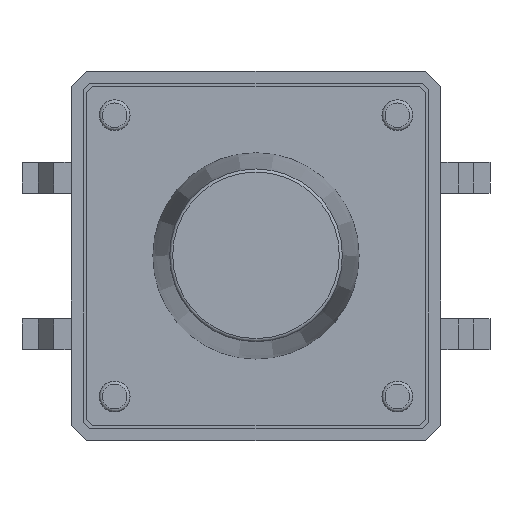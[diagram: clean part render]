
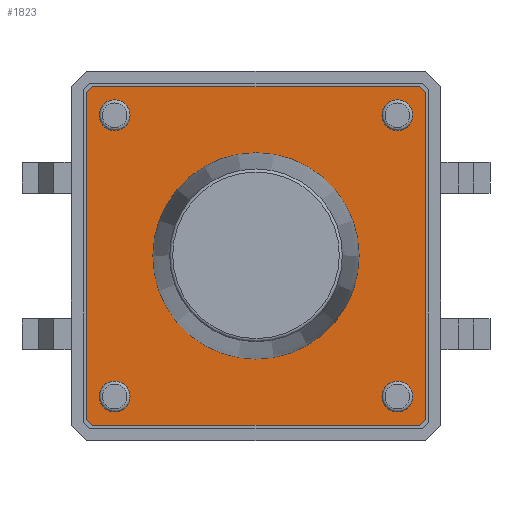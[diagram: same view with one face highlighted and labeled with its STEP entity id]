
A CAD part, top view. The second image highlights one B-rep face of the part: STEP entity #1823.
In plain terms, the highlighted planar face has unit normal (0, 0, 1).
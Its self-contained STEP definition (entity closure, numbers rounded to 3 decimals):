
#42=FACE_BOUND('',#309,.T.);
#43=FACE_BOUND('',#310,.T.);
#44=FACE_BOUND('',#311,.T.);
#45=FACE_BOUND('',#312,.T.);
#46=FACE_BOUND('',#313,.T.);
#122=PLANE('',#1960);
#207=FACE_OUTER_BOUND('',#308,.T.);
#308=EDGE_LOOP('',(#1600,#1601,#1602,#1603,#1604,#1605,#1606,#1607));
#309=EDGE_LOOP('',(#1608));
#310=EDGE_LOOP('',(#1609));
#311=EDGE_LOOP('',(#1610));
#312=EDGE_LOOP('',(#1611));
#313=EDGE_LOOP('',(#1612));
#355=LINE('',#2568,#568);
#359=LINE('',#2577,#572);
#363=LINE('',#2586,#576);
#367=LINE('',#2595,#580);
#533=LINE('',#2935,#746);
#534=LINE('',#2936,#747);
#535=LINE('',#2937,#748);
#536=LINE('',#2938,#749);
#568=VECTOR('',#2069,1.);
#572=VECTOR('',#2075,1.);
#576=VECTOR('',#2081,1.);
#580=VECTOR('',#2087,1.);
#746=VECTOR('',#2399,1.);
#747=VECTOR('',#2400,1.);
#748=VECTOR('',#2401,1.);
#749=VECTOR('',#2402,1.);
#768=CIRCLE('',#1961,0.5);
#769=CIRCLE('',#1962,0.5);
#770=CIRCLE('',#1963,0.5);
#771=CIRCLE('',#1964,0.5);
#772=CIRCLE('',#1965,3.35);
#821=VERTEX_POINT('',#2565);
#822=VERTEX_POINT('',#2567);
#825=VERTEX_POINT('',#2574);
#826=VERTEX_POINT('',#2576);
#829=VERTEX_POINT('',#2583);
#830=VERTEX_POINT('',#2585);
#833=VERTEX_POINT('',#2592);
#834=VERTEX_POINT('',#2594);
#936=VERTEX_POINT('',#2939);
#937=VERTEX_POINT('',#2941);
#938=VERTEX_POINT('',#2943);
#939=VERTEX_POINT('',#2945);
#940=VERTEX_POINT('',#2947);
#984=EDGE_CURVE('',#822,#821,#355,.T.);
#988=EDGE_CURVE('',#826,#825,#359,.T.);
#992=EDGE_CURVE('',#830,#829,#363,.T.);
#996=EDGE_CURVE('',#834,#833,#367,.T.);
#1167=EDGE_CURVE('',#829,#834,#533,.T.);
#1168=EDGE_CURVE('',#833,#822,#534,.T.);
#1169=EDGE_CURVE('',#821,#826,#535,.T.);
#1170=EDGE_CURVE('',#825,#830,#536,.T.);
#1171=EDGE_CURVE('',#936,#936,#768,.T.);
#1172=EDGE_CURVE('',#937,#937,#769,.T.);
#1173=EDGE_CURVE('',#938,#938,#770,.T.);
#1174=EDGE_CURVE('',#939,#939,#771,.T.);
#1175=EDGE_CURVE('',#940,#940,#772,.T.);
#1600=ORIENTED_EDGE('',*,*,#1167,.T.);
#1601=ORIENTED_EDGE('',*,*,#996,.T.);
#1602=ORIENTED_EDGE('',*,*,#1168,.T.);
#1603=ORIENTED_EDGE('',*,*,#984,.T.);
#1604=ORIENTED_EDGE('',*,*,#1169,.T.);
#1605=ORIENTED_EDGE('',*,*,#988,.T.);
#1606=ORIENTED_EDGE('',*,*,#1170,.T.);
#1607=ORIENTED_EDGE('',*,*,#992,.T.);
#1608=ORIENTED_EDGE('',*,*,#1171,.F.);
#1609=ORIENTED_EDGE('',*,*,#1172,.F.);
#1610=ORIENTED_EDGE('',*,*,#1173,.F.);
#1611=ORIENTED_EDGE('',*,*,#1174,.F.);
#1612=ORIENTED_EDGE('',*,*,#1175,.F.);
#1823=ADVANCED_FACE('',(#207,#42,#43,#44,#45,#46),#122,.T.);
#1960=AXIS2_PLACEMENT_3D('',#2934,#2397,#2398);
#1961=AXIS2_PLACEMENT_3D('',#2940,#2403,#2404);
#1962=AXIS2_PLACEMENT_3D('',#2942,#2405,#2406);
#1963=AXIS2_PLACEMENT_3D('',#2944,#2407,#2408);
#1964=AXIS2_PLACEMENT_3D('',#2946,#2409,#2410);
#1965=AXIS2_PLACEMENT_3D('',#2948,#2411,#2412);
#2069=DIRECTION('',(0.707,-0.707,0.));
#2075=DIRECTION('',(0.707,0.707,0.));
#2081=DIRECTION('',(-0.707,0.707,0.));
#2087=DIRECTION('',(-0.707,-0.707,0.));
#2397=DIRECTION('center_axis',(0.,0.,1.));
#2398=DIRECTION('ref_axis',(1.,0.,0.));
#2399=DIRECTION('',(-1.,0.,0.));
#2400=DIRECTION('',(0.,-1.,0.));
#2401=DIRECTION('',(1.,0.,0.));
#2402=DIRECTION('',(0.,1.,0.));
#2403=DIRECTION('center_axis',(0.,0.,1.));
#2404=DIRECTION('ref_axis',(1.,0.,0.));
#2405=DIRECTION('center_axis',(0.,0.,1.));
#2406=DIRECTION('ref_axis',(1.,0.,0.));
#2407=DIRECTION('center_axis',(0.,0.,1.));
#2408=DIRECTION('ref_axis',(1.,0.,0.));
#2409=DIRECTION('center_axis',(0.,0.,1.));
#2410=DIRECTION('ref_axis',(1.,0.,0.));
#2411=DIRECTION('center_axis',(0.,0.,1.));
#2412=DIRECTION('ref_axis',(1.,0.,0.));
#2565=CARTESIAN_POINT('',(-13.013,2.454,1.9));
#2567=CARTESIAN_POINT('',(-13.213,2.654,1.9));
#2568=CARTESIAN_POINT('',(-13.113,2.554,1.9));
#2574=CARTESIAN_POINT('',(-2.213,2.654,1.9));
#2576=CARTESIAN_POINT('',(-2.413,2.454,1.9));
#2577=CARTESIAN_POINT('',(-2.313,2.554,1.9));
#2583=CARTESIAN_POINT('',(-2.413,13.454,1.9));
#2585=CARTESIAN_POINT('',(-2.213,13.254,1.9));
#2586=CARTESIAN_POINT('',(-2.313,13.354,1.9));
#2592=CARTESIAN_POINT('',(-13.213,13.254,1.9));
#2594=CARTESIAN_POINT('',(-13.013,13.454,1.9));
#2595=CARTESIAN_POINT('',(-13.113,13.354,1.9));
#2934=CARTESIAN_POINT('Origin',(-7.713,7.954,1.9));
#2935=CARTESIAN_POINT('',(-13.213,13.454,1.9));
#2936=CARTESIAN_POINT('',(-13.213,13.454,1.9));
#2937=CARTESIAN_POINT('',(-13.213,2.454,1.9));
#2938=CARTESIAN_POINT('',(-2.213,13.454,1.9));
#2939=CARTESIAN_POINT('',(-11.803,3.386,1.9));
#2940=CARTESIAN_POINT('Origin',(-12.303,3.386,1.9));
#2941=CARTESIAN_POINT('',(-2.622,12.523,1.9));
#2942=CARTESIAN_POINT('Origin',(-3.122,12.523,1.9));
#2943=CARTESIAN_POINT('',(-11.803,12.523,1.9));
#2944=CARTESIAN_POINT('Origin',(-12.303,12.523,1.9));
#2945=CARTESIAN_POINT('',(-2.622,3.386,1.9));
#2946=CARTESIAN_POINT('Origin',(-3.122,3.386,1.9));
#2947=CARTESIAN_POINT('',(-11.063,7.954,1.9));
#2948=CARTESIAN_POINT('Origin',(-7.713,7.954,1.9));
